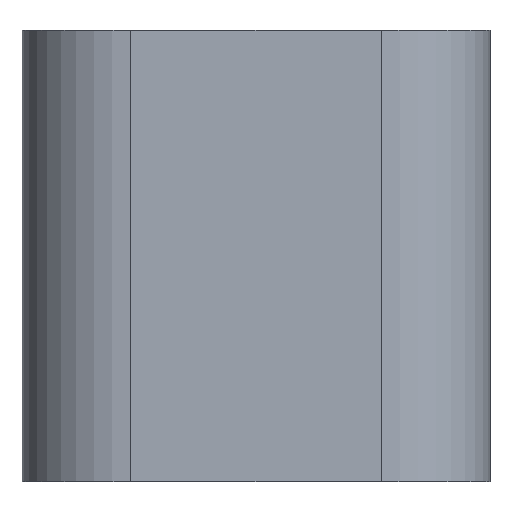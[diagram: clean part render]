
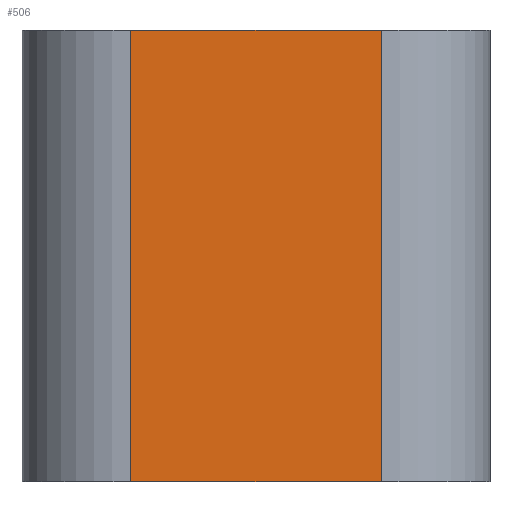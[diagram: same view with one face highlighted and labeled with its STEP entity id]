
A CAD part, left-side view. The second image highlights one B-rep face of the part: STEP entity #506.
In plain terms, the highlighted planar face has unit normal (-1, 0, 0).
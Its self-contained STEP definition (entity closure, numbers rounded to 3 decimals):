
#2 = EDGE_CURVE ( 'NONE', #8, #86, #236, .T. ) ;
#3 = ORIENTED_EDGE ( 'NONE', *, *, #339, .F. ) ;
#8 = VERTEX_POINT ( 'NONE', #609 ) ;
#86 = VERTEX_POINT ( 'NONE', #572 ) ;
#110 = DIRECTION ( 'NONE',  ( 0., -1., 0. ) ) ;
#112 = CARTESIAN_POINT ( 'NONE',  ( -93., 43., 83. ) ) ;
#124 = EDGE_CURVE ( 'NONE', #154, #593, #520, .T. ) ;
#126 = DIRECTION ( 'NONE',  ( 0., 1., 0. ) ) ;
#128 = DIRECTION ( 'NONE',  ( 0., 0., 1. ) ) ;
#148 = CARTESIAN_POINT ( 'NONE',  ( -93., 43., 0. ) ) ;
#154 = VERTEX_POINT ( 'NONE', #615 ) ;
#166 = VECTOR ( 'NONE', #128, 1000. ) ;
#176 = CARTESIAN_POINT ( 'NONE',  ( -93., 23., 3. ) ) ;
#231 = DIRECTION ( 'NONE',  ( 0., 0., -1. ) ) ;
#236 = LINE ( 'NONE', #176, #434 ) ;
#284 = CARTESIAN_POINT ( 'NONE',  ( -93., -23., 3. ) ) ;
#287 = ORIENTED_EDGE ( 'NONE', *, *, #124, .T. ) ;
#293 = VECTOR ( 'NONE', #110, 1000. ) ;
#337 = ORIENTED_EDGE ( 'NONE', *, *, #388, .T. ) ;
#339 = EDGE_CURVE ( 'NONE', #8, #593, #497, .T. ) ;
#363 = FACE_OUTER_BOUND ( 'NONE', #526, .T. ) ;
#370 = DIRECTION ( 'NONE',  ( 1., 0., 0. ) ) ;
#374 = VECTOR ( 'NONE', #404, 1000. ) ;
#388 = EDGE_CURVE ( 'NONE', #86, #154, #449, .T. ) ;
#404 = DIRECTION ( 'NONE',  ( 0., -1., 0. ) ) ;
#410 = CARTESIAN_POINT ( 'NONE',  ( -93., -23., 83. ) ) ;
#434 = VECTOR ( 'NONE', #231, 1000. ) ;
#449 = LINE ( 'NONE', #148, #293 ) ;
#475 = ORIENTED_EDGE ( 'NONE', *, *, #2, .T. ) ;
#497 = LINE ( 'NONE', #112, #374 ) ;
#506 = ADVANCED_FACE ( 'NONE', ( #363 ), #561, .F. ) ;
#520 = LINE ( 'NONE', #284, #166 ) ;
#526 = EDGE_LOOP ( 'NONE', ( #337, #287, #3, #475 ) ) ;
#530 = AXIS2_PLACEMENT_3D ( 'NONE', #555, #370, #126 ) ;
#555 = CARTESIAN_POINT ( 'NONE',  ( -93., 43., 3. ) ) ;
#561 = PLANE ( 'NONE',  #530 ) ;
#572 = CARTESIAN_POINT ( 'NONE',  ( -93., 23., 0. ) ) ;
#593 = VERTEX_POINT ( 'NONE', #410 ) ;
#609 = CARTESIAN_POINT ( 'NONE',  ( -93., 23., 83. ) ) ;
#615 = CARTESIAN_POINT ( 'NONE',  ( -93., -23., 0. ) ) ;
